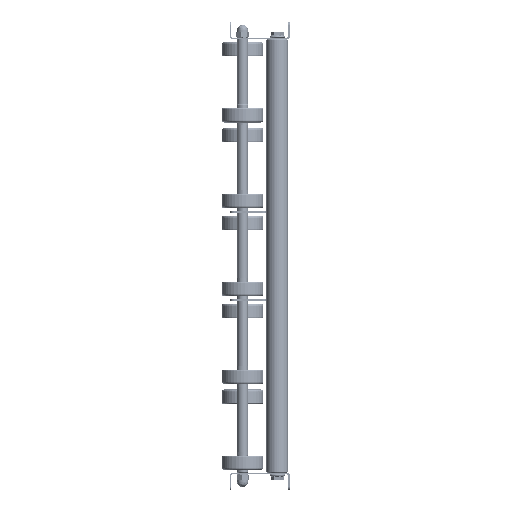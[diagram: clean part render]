
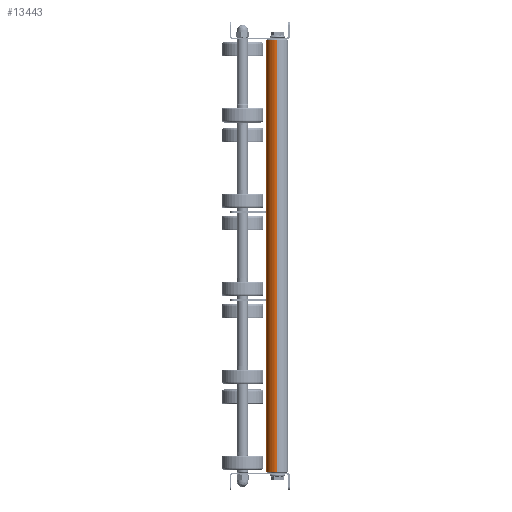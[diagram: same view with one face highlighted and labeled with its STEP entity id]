
A CAD part, left-side view. The second image highlights one B-rep face of the part: STEP entity #13443.
In plain terms, the highlighted cylindrical face has radius 12.5 mm (diameter 25 mm), a partial arc.
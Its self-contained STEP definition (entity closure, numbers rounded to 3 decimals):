
#177 = AXIS2_PLACEMENT_3D ( 'NONE', #18067, #6286, #15749 ) ;
#854 = CARTESIAN_POINT ( 'NONE',  ( 499., 0., 0. ) ) ;
#1029 = CIRCLE ( 'NONE', #18372, 12.5 ) ;
#1151 = DIRECTION ( 'NONE',  ( -1., 0., 0. ) ) ;
#1752 = CYLINDRICAL_SURFACE ( 'NONE', #28153, 12.5 ) ;
#2887 = EDGE_CURVE ( 'NONE', #23949, #13512, #1029, .T. ) ;
#4765 = ORIENTED_EDGE ( 'NONE', *, *, #2887, .T. ) ;
#5875 = CARTESIAN_POINT ( 'NONE',  ( 1., 0., 12.5 ) ) ;
#6286 = DIRECTION ( 'NONE',  ( 1., 0., 0. ) ) ;
#6325 = DIRECTION ( 'NONE',  ( -1., 0., 0. ) ) ;
#6628 = LINE ( 'NONE', #6792, #12878 ) ;
#6792 = CARTESIAN_POINT ( 'NONE',  ( 500., 0., -12.5 ) ) ;
#7011 = EDGE_LOOP ( 'NONE', ( #4765, #28522, #24883, #8395 ) ) ;
#7165 = CARTESIAN_POINT ( 'NONE',  ( 499., 0., -12.5 ) ) ;
#8395 = ORIENTED_EDGE ( 'NONE', *, *, #17097, .F. ) ;
#8737 = DIRECTION ( 'NONE',  ( -1., 0., 0. ) ) ;
#11693 = FACE_OUTER_BOUND ( 'NONE', #7011, .T. ) ;
#12573 = VERTEX_POINT ( 'NONE', #5875 ) ;
#12878 = VECTOR ( 'NONE', #6325, 1000. ) ;
#13443 = ADVANCED_FACE ( 'NONE', ( #11693 ), #1752, .T. ) ;
#13512 = VERTEX_POINT ( 'NONE', #7165 ) ;
#14929 = EDGE_CURVE ( 'NONE', #13512, #20848, #6628, .T. ) ;
#15749 = DIRECTION ( 'NONE',  ( 0., 0., -1. ) ) ;
#17014 = CARTESIAN_POINT ( 'NONE',  ( 1., 0., -12.5 ) ) ;
#17097 = EDGE_CURVE ( 'NONE', #23949, #12573, #21755, .T. ) ;
#17428 = CARTESIAN_POINT ( 'NONE',  ( 500., 0., 12.5 ) ) ;
#18067 = CARTESIAN_POINT ( 'NONE',  ( 1., 0., 0. ) ) ;
#18372 = AXIS2_PLACEMENT_3D ( 'NONE', #854, #1151, #20072 ) ;
#20072 = DIRECTION ( 'NONE',  ( 0., 0., -1. ) ) ;
#20115 = VECTOR ( 'NONE', #24242, 1000. ) ;
#20848 = VERTEX_POINT ( 'NONE', #17014 ) ;
#21755 = LINE ( 'NONE', #17428, #20115 ) ;
#23600 = EDGE_CURVE ( 'NONE', #20848, #12573, #25436, .T. ) ;
#23949 = VERTEX_POINT ( 'NONE', #30305 ) ;
#24242 = DIRECTION ( 'NONE',  ( -1., 0., 0. ) ) ;
#24883 = ORIENTED_EDGE ( 'NONE', *, *, #23600, .T. ) ;
#25436 = CIRCLE ( 'NONE', #177, 12.5 ) ;
#28153 = AXIS2_PLACEMENT_3D ( 'NONE', #29855, #8737, #30461 ) ;
#28522 = ORIENTED_EDGE ( 'NONE', *, *, #14929, .T. ) ;
#29855 = CARTESIAN_POINT ( 'NONE',  ( 500., 0., 0. ) ) ;
#30305 = CARTESIAN_POINT ( 'NONE',  ( 499., 0., 12.5 ) ) ;
#30461 = DIRECTION ( 'NONE',  ( 0., 0., 1. ) ) ;
